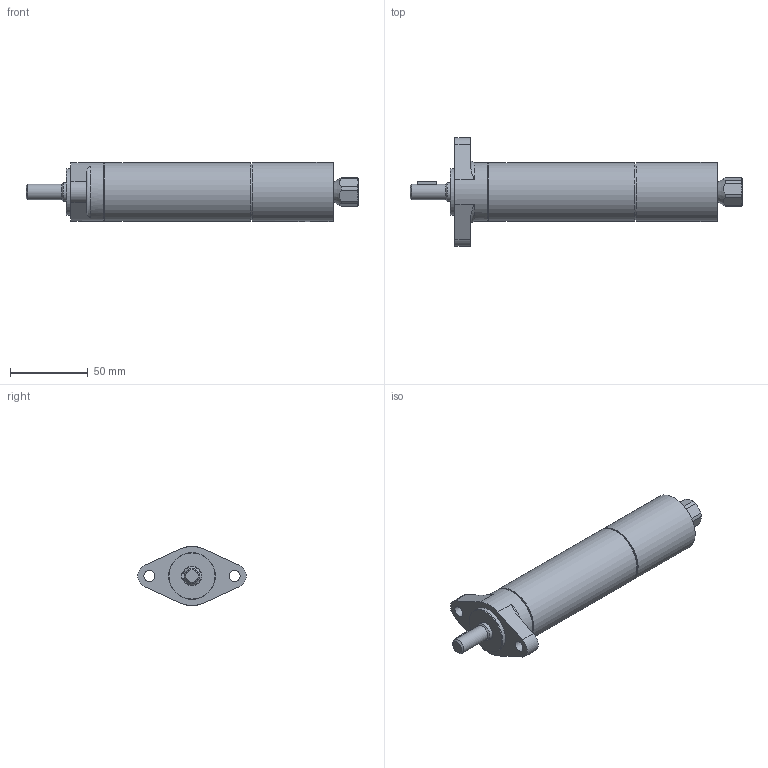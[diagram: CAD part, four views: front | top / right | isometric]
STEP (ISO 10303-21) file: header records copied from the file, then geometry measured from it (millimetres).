
FILE_DESCRIPTION((''),'2;1');
FILE_NAME('MR 28-200_47230075.stp','2011-07-19T15:09:47',('rmorof'),(''),'Autodesk Inventor 2008','Autodesk Inventor 2008','');
FILE_SCHEMA(('CONFIG_CONTROL_DESIGN'));
Length unit declared in the file: millimetre
Products named in the file (1): MR 28-200_47230075
Bounding box: 213.8 x 70 x 38 mm (x, y, z)
Volume: 203593 mm3; surface area: 27718.8 mm2
Topology: 1 solids, 1 shells, 88 faces, 205 edges, 133 vertices
Faces by surface type: plane 37, cylinder 36, cone 12, bspline 3
Full cylindrical faces by diameter (mm): 1.2 x2, 2.8 x1, 7 x2, 10 x1, 11.85 x1, 12.5 x1, 30 x1, 36 x1, 36.1 x1, 36.213 x2, 38 x3
Entity records: 2655 total; most frequent: CARTESIAN_POINT 648, DIRECTION 402, ORIENTED_EDGE 342, AXIS2_PLACEMENT_3D 174, EDGE_CURVE 171, EDGE_LOOP 130, VERTEX_POINT 123, FACE_OUTER_BOUND 88
